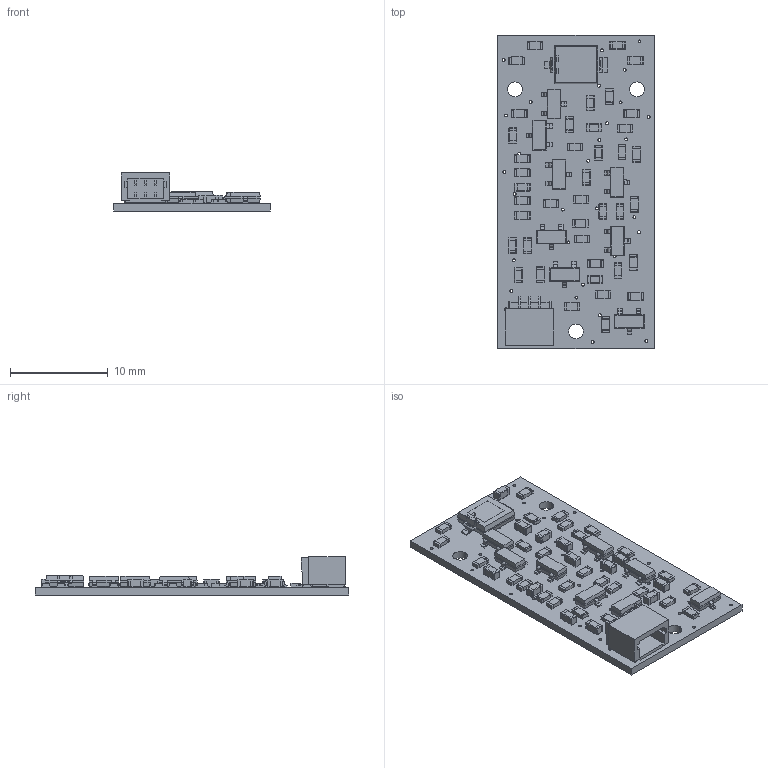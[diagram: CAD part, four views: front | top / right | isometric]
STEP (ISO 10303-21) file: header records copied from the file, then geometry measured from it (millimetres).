
FILE_DESCRIPTION(/* description */ (''),/* implementation_level */ '2;1');
FILE_NAME(/* name */ 'Lighthouse Sensor.step',/* time_stamp */ '2023-05-10T06:02:25+08:00',/* author */ (''),/* organization */ (''),/* preprocessor_version */ 'ST-DEVELOPER v19.2',/* originating_system */ 'Autodesk Translation Framework v12.4.0.73',/* authorisation */ '');
FILE_SCHEMA (('AUTOMOTIVE_DESIGN { 1 0 10303 214 3 1 1 }'));
Length unit declared in the file: millimetre
Products named in the file (19): Lighthouse Sensor; Board; Packages; VBPW34S; Component2; Component3; Component4; Component5; Component6; 1X03_1MM_RA; 665103131822; 6651xx131822_PATTE; 6651xx131822_PIN; C0603; Gehäuse; Kontaktfläche; R0603; SOT23-BEC; SOT23-BEC (1)
Assembly tree (67 placements, depth 4):
  Lighthouse Sensor
    Board
    Packages
      VBPW34S
        Component2
        Component3
        Component4
        Component5
        Component6
      1X03_1MM_RA
        665103131822
        6651xx131822_PIN  x3
        6651xx131822_PATTE  x2
      C0603  x13
        Gehäuse
        Kontaktfläche
      R0603  x28
      SOT23-BEC  x5
      SOT23-BEC (1)  x3
Bounding box: 16 x 32 x 3.9 mm (x, y, z)
Volume: 531.2 mm3; surface area: 1851.5 mm2
Topology: 91 solids, 92 shells, 3577 faces, 7955 edges, 4600 vertices
Faces by surface type: plane 1827, cylinder 1171, sphere 568, bspline 11
Full cylindrical faces by diameter (mm): 0.3 x38
Entity records: 33714 total; most frequent: CARTESIAN_POINT 6624, ORIENTED_EDGE 5314, DIRECTION 5309, EDGE_CURVE 2657, LINE 2265, VECTOR 2265, VERTEX_POINT 1712, AXIS2_PLACEMENT_3D 1522
